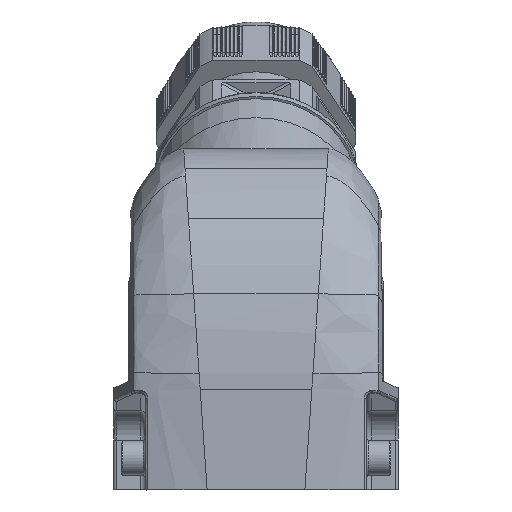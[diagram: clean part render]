
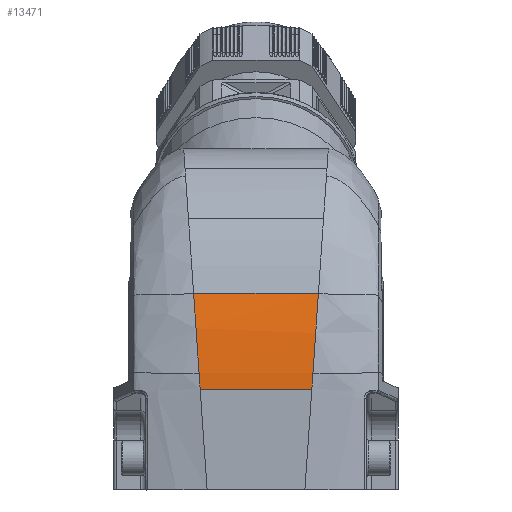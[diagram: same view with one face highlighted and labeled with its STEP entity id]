
A CAD part, left-side view. The second image highlights one B-rep face of the part: STEP entity #13471.
In plain terms, the highlighted cylindrical face has radius 76.82 mm (diameter 153.64 mm), a partial arc.
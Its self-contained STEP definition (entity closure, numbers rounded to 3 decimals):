
#11096=B_SPLINE_CURVE_WITH_KNOTS('',3,(#60839,#60840,#60841,#60842),
 .UNSPECIFIED.,.F.,.F.,(4,4),(0.,1.),.UNSPECIFIED.);
#11098=B_SPLINE_CURVE_WITH_KNOTS('',3,(#60868,#60869,#60870,#60871),
 .UNSPECIFIED.,.F.,.F.,(4,4),(0.,1.),.UNSPECIFIED.);
#11099=B_SPLINE_CURVE_WITH_KNOTS('',3,(#60875,#60876,#60877,#60878),
 .UNSPECIFIED.,.F.,.F.,(4,4),(0.,1.),.UNSPECIFIED.);
#11100=B_SPLINE_CURVE_WITH_KNOTS('',3,(#60880,#60881,#60882,#60883,#60884,
#60885,#60886,#60887,#60888,#60889,#60890,#60891,#60892,#60893,#60894,#60895),
 .UNSPECIFIED.,.F.,.F.,(4,2,2,2,1,1,2,2,4),(0.,0.25,0.375,
0.438,0.469,0.484,0.492,
0.5,1.),.UNSPECIFIED.);
#11298=CYLINDRICAL_SURFACE('',#39004,76.82);
#13471=ADVANCED_FACE('',(#15571),#11298,.T.);
#15571=FACE_OUTER_BOUND('',#17060,.T.);
#17060=EDGE_LOOP('',(#24057,#24058,#24059,#24060,#24061,#24062));
#24057=ORIENTED_EDGE('',*,*,#31118,.T.);
#24058=ORIENTED_EDGE('',*,*,#31120,.T.);
#24059=ORIENTED_EDGE('',*,*,#31121,.T.);
#24060=ORIENTED_EDGE('',*,*,#31122,.T.);
#24061=ORIENTED_EDGE('',*,*,#31123,.T.);
#24062=ORIENTED_EDGE('',*,*,#31116,.T.);
#27383=VERTEX_POINT('',#60751);
#27384=VERTEX_POINT('',#60800);
#27385=VERTEX_POINT('',#60843);
#27386=VERTEX_POINT('',#60872);
#27387=VERTEX_POINT('',#60874);
#27388=VERTEX_POINT('',#60879);
#31116=EDGE_CURVE('',#27383,#27384,#33535,.T.);
#31118=EDGE_CURVE('',#27384,#27385,#11096,.T.);
#31120=EDGE_CURVE('',#27385,#27386,#11098,.T.);
#31121=EDGE_CURVE('',#27386,#27387,#33536,.T.);
#31122=EDGE_CURVE('',#27387,#27388,#11099,.T.);
#31123=EDGE_CURVE('',#27388,#27383,#11100,.T.);
#33535=LINE('',#60801,#35763);
#33536=LINE('',#60873,#35764);
#35763=VECTOR('',#44441,1.);
#35764=VECTOR('',#44444,1.);
#39004=AXIS2_PLACEMENT_3D('',#60896,#44445,#44446);
#44441=DIRECTION('',(0.,1.,0.));
#44444=DIRECTION('',(0.,-1.,0.));
#44445=DIRECTION('',(0.,1.,0.));
#44446=DIRECTION('',(-0.999,0.,-0.036));
#60751=CARTESIAN_POINT('',(-28.061,-12.509,70.9));
#60800=CARTESIAN_POINT('',(-28.061,12.509,70.9));
#60801=CARTESIAN_POINT('',(-28.061,-12.509,70.9));
#60839=CARTESIAN_POINT('',(-28.061,12.509,70.9));
#60840=CARTESIAN_POINT('',(-29.091,12.235,66.91));
#60841=CARTESIAN_POINT('',(-30.156,11.868,61.572));
#60842=CARTESIAN_POINT('',(-30.434,11.409,54.886));
#60843=CARTESIAN_POINT('',(-30.434,11.409,54.886));
#60868=CARTESIAN_POINT('',(-30.434,11.409,54.886));
#60869=CARTESIAN_POINT('',(-30.478,11.336,53.823));
#60870=CARTESIAN_POINT('',(-30.5,11.263,52.759));
#60871=CARTESIAN_POINT('',(-30.5,11.19,51.695));
#60872=CARTESIAN_POINT('',(-30.5,11.19,51.695));
#60873=CARTESIAN_POINT('',(-30.5,11.19,51.695));
#60874=CARTESIAN_POINT('',(-30.5,-11.19,51.695));
#60875=CARTESIAN_POINT('',(-30.5,-11.19,51.695));
#60876=CARTESIAN_POINT('',(-30.5,-11.263,52.759));
#60877=CARTESIAN_POINT('',(-30.478,-11.336,53.823));
#60878=CARTESIAN_POINT('',(-30.434,-11.409,54.886));
#60879=CARTESIAN_POINT('',(-30.434,-11.409,54.886));
#60880=CARTESIAN_POINT('',(-30.434,-11.409,54.886));
#60881=CARTESIAN_POINT('',(-30.367,-11.519,56.488));
#60882=CARTESIAN_POINT('',(-30.256,-11.62,57.961));
#60883=CARTESIAN_POINT('',(-30.055,-11.759,59.979));
#60884=CARTESIAN_POINT('',(-29.982,-11.803,60.619));
#60885=CARTESIAN_POINT('',(-29.868,-11.865,61.531));
#60886=CARTESIAN_POINT('',(-29.829,-11.886,61.827));
#60887=CARTESIAN_POINT('',(-29.77,-11.915,62.259));
#60888=CARTESIAN_POINT('',(-29.74,-11.93,62.472));
#60889=CARTESIAN_POINT('',(-29.705,-11.947,62.716));
#60890=CARTESIAN_POINT('',(-29.69,-11.954,62.819));
#60891=CARTESIAN_POINT('',(-29.68,-11.958,62.887));
#60892=CARTESIAN_POINT('',(-29.677,-11.96,62.91));
#60893=CARTESIAN_POINT('',(-29.24,-12.163,65.862));
#60894=CARTESIAN_POINT('',(-28.678,-12.344,68.51));
#60895=CARTESIAN_POINT('',(-28.061,-12.509,70.9));
#60896=CARTESIAN_POINT('',(46.32,-13.268,51.695));
